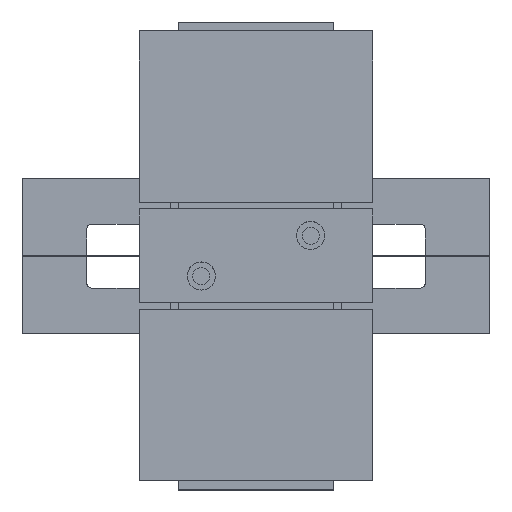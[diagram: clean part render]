
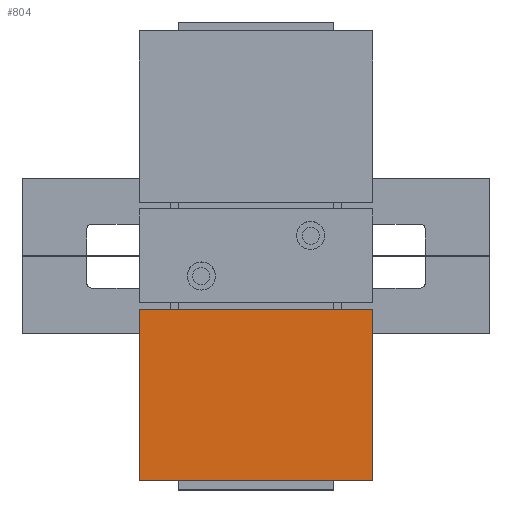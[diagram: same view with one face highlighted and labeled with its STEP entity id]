
A CAD part, top view. The second image highlights one B-rep face of the part: STEP entity #804.
In plain terms, the highlighted planar face has unit normal (0, 0, 1).
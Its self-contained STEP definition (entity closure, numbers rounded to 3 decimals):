
#804 = ADVANCED_FACE( '', ( #2717 ), #2718, .T. );
#2717 = FACE_OUTER_BOUND( '', #6279, .T. );
#2718 = PLANE( '', #6280 );
#6279 = EDGE_LOOP( '', ( #11382, #11383, #11384, #11385 ) );
#6280 = AXIS2_PLACEMENT_3D( '', #11386, #11387, #11388 );
#11382 = ORIENTED_EDGE( '', *, *, #25401, .T. );
#11383 = ORIENTED_EDGE( '', *, *, #25438, .T. );
#11384 = ORIENTED_EDGE( '', *, *, #25442, .T. );
#11385 = ORIENTED_EDGE( '', *, *, #25433, .T. );
#11386 = CARTESIAN_POINT( '', ( -55., -75., 54. ) );
#11387 = DIRECTION( '', ( 0., 0., 1. ) );
#11388 = DIRECTION( '', ( 1., 0., 0. ) );
#25401 = EDGE_CURVE( '', #30101, #30099, #30102, .T. );
#25433 = EDGE_CURVE( '', #30158, #30101, #30159, .T. );
#25438 = EDGE_CURVE( '', #30099, #30165, #30167, .T. );
#25442 = EDGE_CURVE( '', #30165, #30158, #30173, .T. );
#30099 = VERTEX_POINT( '', #37771 );
#30101 = VERTEX_POINT( '', #37774 );
#30102 = LINE( '', #37775, #37776 );
#30158 = VERTEX_POINT( '', #37852 );
#30159 = LINE( '', #37853, #37854 );
#30165 = VERTEX_POINT( '', #37862 );
#30167 = LINE( '', #37865, #37866 );
#30173 = LINE( '', #37874, #37875 );
#37771 = CARTESIAN_POINT( '', ( -55., -75., 54. ) );
#37774 = CARTESIAN_POINT( '', ( -55., 75., 54. ) );
#37775 = CARTESIAN_POINT( '', ( -55., 75., 54. ) );
#37776 = VECTOR( '', #51331, 1000. );
#37852 = CARTESIAN_POINT( '', ( 55., 75., 54. ) );
#37853 = CARTESIAN_POINT( '', ( 55., 75., 54. ) );
#37854 = VECTOR( '', #51385, 1000. );
#37862 = CARTESIAN_POINT( '', ( 55., -75., 54. ) );
#37865 = CARTESIAN_POINT( '', ( -55., -75., 54. ) );
#37866 = VECTOR( '', #51392, 1000. );
#37874 = CARTESIAN_POINT( '', ( 55., -75., 54. ) );
#37875 = VECTOR( '', #51398, 1000. );
#51331 = DIRECTION( '', ( 0., -1., 0. ) );
#51385 = DIRECTION( '', ( -1., 0., 0. ) );
#51392 = DIRECTION( '', ( 1., 0., 0. ) );
#51398 = DIRECTION( '', ( 0., 1., 0. ) );
